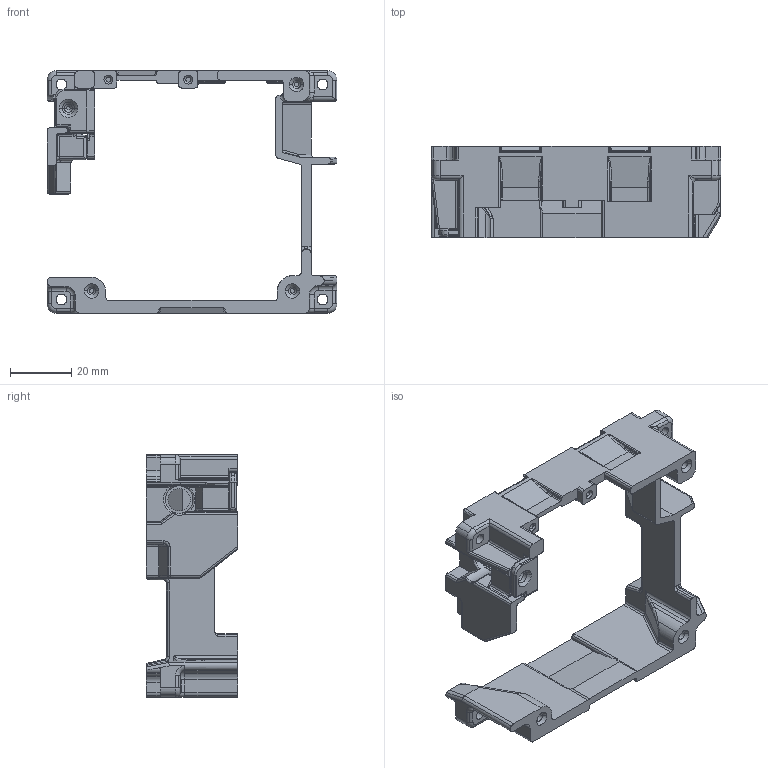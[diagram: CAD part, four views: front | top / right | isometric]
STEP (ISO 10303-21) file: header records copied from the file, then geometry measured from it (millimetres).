
FILE_DESCRIPTION(('STEP AP214'),'1');
FILE_NAME('btn_support.stp','2025-12-31T20:46:58',(' '),(' '),'Spatial InterOp 3D',' ',' ');
FILE_SCHEMA(('AUTOMOTIVE_DESIGN { 1 0 10303 214 1 1 1 1 }'));
Length unit declared in the file: millimetre
Products named in the file (1): frame
Bounding box: 94.4 x 29.68 x 78.9 mm (x, y, z)
Volume: 31158.3 mm3; surface area: 21875.2 mm2
Topology: 2 solids, 2 shells, 885 faces, 2349 edges, 1448 vertices
Faces by surface type: cylinder 559, plane 183, bspline 61, torus 51, cone 26, sphere 3, extrusion 2
Entity records: 50961 total; most frequent: CARTESIAN_POINT 28982, DIRECTION 4719, ORIENTED_EDGE 4646, EDGE_CURVE 2323, AXIS2_PLACEMENT_3D 1822, VERTEX_POINT 1448, VECTOR 1075, LINE 1073
